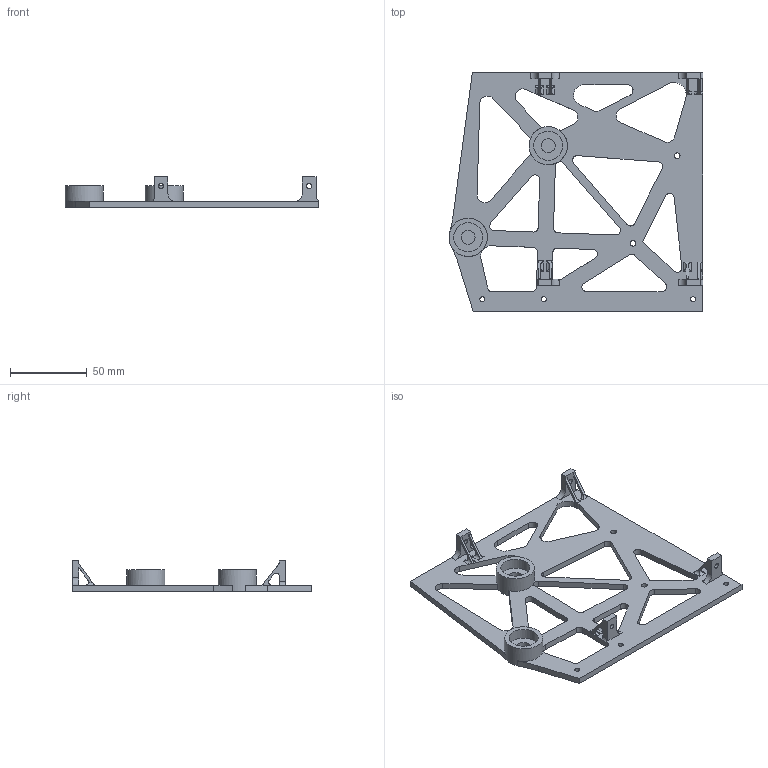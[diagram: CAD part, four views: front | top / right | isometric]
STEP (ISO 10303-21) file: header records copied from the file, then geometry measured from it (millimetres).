
FILE_DESCRIPTION(/* description */ (''),/* implementation_level */ '2;1');
FILE_NAME(/* name */ '',/* time_stamp */ '2026-01-22T18:44:35+03:00',/* author */ ('Phantom'),/* organization */ (''),/* preprocessor_version */ 'ST-DEVELOPER v20.1',/* originating_system */ 'Autodesk Inventor 2026',/* authorisation */ '');
FILE_SCHEMA (('AUTOMOTIVE_DESIGN { 1 0 10303 214 3 1 1 }'));
Length unit declared in the file: millimetre
Products named in the file (1): крепление сосала_
MIR1
Bounding box: 165.76 x 156 x 20 mm (x, y, z)
Volume: 66275.7 mm3; surface area: 42395.6 mm2
Topology: 1 solids, 1 shells, 189 faces, 586 edges, 403 vertices
Faces by surface type: plane 96, cylinder 92, bspline 1
Full cylindrical faces by diameter (mm): 3.25 x3, 3.3 x4, 3.7 x2, 9 x2, 19 x2, 25 x2
Entity records: 6839 total; most frequent: CARTESIAN_POINT 1305, ORIENTED_EDGE 1156, DIRECTION 1143, EDGE_CURVE 578, AXIS2_PLACEMENT_3D 384, VERTEX_POINT 377, LINE 375, VECTOR 375
